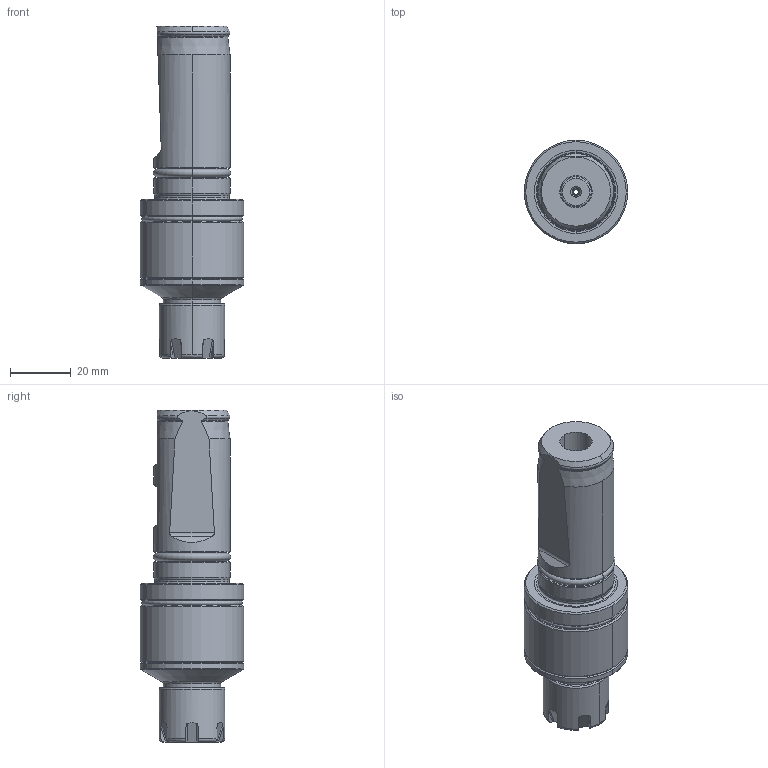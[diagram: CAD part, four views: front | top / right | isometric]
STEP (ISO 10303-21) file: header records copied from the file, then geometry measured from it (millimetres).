
FILE_DESCRIPTION((''),'2;1');
FILE_NAME('120_16_2516','2020-09-21T',('103090'),(''),'CREO PARAMETRIC BY PTC INC, 2016260','CREO PARAMETRIC BY PTC INC, 2016260','');
FILE_SCHEMA(('CONFIG_CONTROL_DESIGN'));
Length unit declared in the file: millimetre
Products named in the file (1): 120_16_2516
Bounding box: 34 x 34 x 109.1 mm (x, y, z)
Volume: 53217.8 mm3; surface area: 15932.5 mm2
Topology: 3 solids, 5 shells, 184 faces, 435 edges, 267 vertices
Faces by surface type: cylinder 52, plane 49, torus 45, cone 34, bspline 4
Entity records: 5962 total; most frequent: CARTESIAN_POINT 1725, DIRECTION 898, ORIENTED_EDGE 870, EDGE_CURVE 435, AXIS2_PLACEMENT_3D 380, VERTEX_POINT 267, EDGE_LOOP 198, CIRCLE 197
